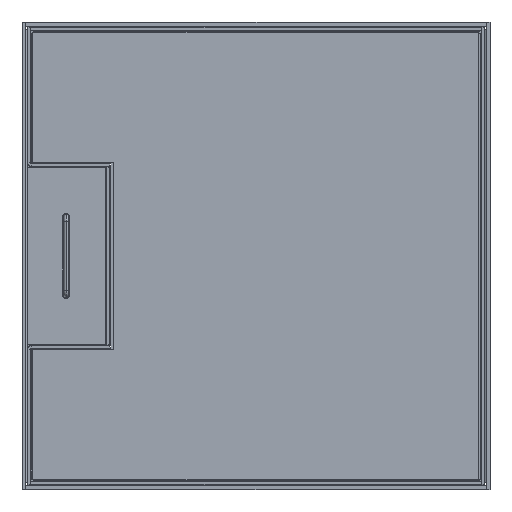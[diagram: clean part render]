
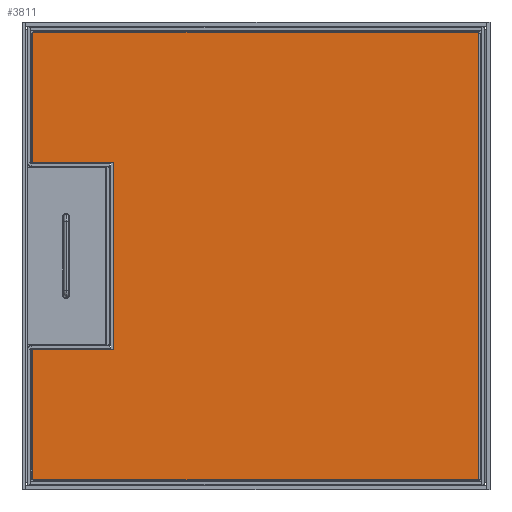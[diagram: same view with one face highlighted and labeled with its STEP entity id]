
A CAD part, top view. The second image highlights one B-rep face of the part: STEP entity #3811.
In plain terms, the highlighted face is planar.
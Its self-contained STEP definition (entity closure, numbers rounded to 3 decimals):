
#124 = CARTESIAN_POINT ( 'NONE',  ( -116., 115.25, 0. ) ) ;
#181 = ORIENTED_EDGE ( 'NONE', *, *, #5861, .F. ) ;
#198 = CARTESIAN_POINT ( 'NONE',  ( -116., 115.25, 0. ) ) ;
#437 = DIRECTION ( 'NONE',  ( 1., 0., 0. ) ) ;
#464 = EDGE_CURVE ( 'NONE', #5466, #4531, #2568, .T. ) ;
#844 = CARTESIAN_POINT ( 'NONE',  ( 48.65, -74., 0. ) ) ;
#917 = DIRECTION ( 'NONE',  ( 1., 0., 0. ) ) ;
#929 = CARTESIAN_POINT ( 'NONE',  ( 48.65, -74., 0. ) ) ;
#1003 = VECTOR ( 'NONE', #2445, 1000. ) ;
#1225 = ORIENTED_EDGE ( 'NONE', *, *, #6643, .F. ) ;
#1379 = CARTESIAN_POINT ( 'NONE',  ( 48.65, -74., 0. ) ) ;
#1486 = VECTOR ( 'NONE', #917, 1000. ) ;
#1503 = VERTEX_POINT ( 'NONE', #5656 ) ;
#1843 = VECTOR ( 'NONE', #5948, 1000. ) ;
#1879 = ORIENTED_EDGE ( 'NONE', *, *, #2327, .F. ) ;
#1911 = CARTESIAN_POINT ( 'NONE',  ( -116., -116., 0. ) ) ;
#2077 = LINE ( 'NONE', #1911, #4603 ) ;
#2327 = EDGE_CURVE ( 'NONE', #3580, #5466, #3957, .T. ) ;
#2343 = LINE ( 'NONE', #929, #1486 ) ;
#2372 = LINE ( 'NONE', #4342, #1843 ) ;
#2433 = CARTESIAN_POINT ( 'NONE',  ( 116., -116., 0. ) ) ;
#2445 = DIRECTION ( 'NONE',  ( 0., 1., 0. ) ) ;
#2448 = DIRECTION ( 'NONE',  ( 1., 0., 0. ) ) ;
#2510 = EDGE_CURVE ( 'NONE', #4531, #4228, #2343, .T. ) ;
#2568 = LINE ( 'NONE', #6543, #1003 ) ;
#2574 = FACE_OUTER_BOUND ( 'NONE', #3484, .T. ) ;
#2786 = LINE ( 'NONE', #124, #4534 ) ;
#3107 = ORIENTED_EDGE ( 'NONE', *, *, #464, .F. ) ;
#3484 = EDGE_LOOP ( 'NONE', ( #3787, #3107, #1879, #5076, #3903, #6451, #1225, #181 ) ) ;
#3513 = CARTESIAN_POINT ( 'NONE',  ( -116., -116., 0. ) ) ;
#3580 = VERTEX_POINT ( 'NONE', #3513 ) ;
#3597 = AXIS2_PLACEMENT_3D ( 'NONE', #5604, #4726, #437 ) ;
#3787 = ORIENTED_EDGE ( 'NONE', *, *, #2510, .F. ) ;
#3794 = VECTOR ( 'NONE', #3853, 1000. ) ;
#3807 = CARTESIAN_POINT ( 'NONE',  ( -116., -116., 0. ) ) ;
#3811 = ADVANCED_FACE ( 'NONE', ( #2574 ), #4174, .F. ) ;
#3853 = DIRECTION ( 'NONE',  ( 0., -1., 0. ) ) ;
#3903 = ORIENTED_EDGE ( 'NONE', *, *, #4495, .F. ) ;
#3957 = LINE ( 'NONE', #3807, #5203 ) ;
#4174 = PLANE ( 'NONE',  #3597 ) ;
#4228 = VERTEX_POINT ( 'NONE', #844 ) ;
#4342 = CARTESIAN_POINT ( 'NONE',  ( 116., 115.25, 0. ) ) ;
#4361 = DIRECTION ( 'NONE',  ( -1., 0., 0. ) ) ;
#4434 = VECTOR ( 'NONE', #4658, 1000. ) ;
#4463 = VERTEX_POINT ( 'NONE', #4875 ) ;
#4495 = EDGE_CURVE ( 'NONE', #1503, #4463, #2786, .T. ) ;
#4531 = VERTEX_POINT ( 'NONE', #6234 ) ;
#4534 = VECTOR ( 'NONE', #4361, 1000. ) ;
#4603 = VECTOR ( 'NONE', #2448, 1000. ) ;
#4658 = DIRECTION ( 'NONE',  ( 0., -1., 0. ) ) ;
#4726 = DIRECTION ( 'NONE',  ( 0., 0., 1. ) ) ;
#4875 = CARTESIAN_POINT ( 'NONE',  ( -116., 115.25, 0. ) ) ;
#4981 = VERTEX_POINT ( 'NONE', #6510 ) ;
#5076 = ORIENTED_EDGE ( 'NONE', *, *, #6457, .F. ) ;
#5203 = VECTOR ( 'NONE', #6126, 1000. ) ;
#5386 = CARTESIAN_POINT ( 'NONE',  ( -48.65, -116., 0. ) ) ;
#5466 = VERTEX_POINT ( 'NONE', #5386 ) ;
#5501 = LINE ( 'NONE', #1379, #4434 ) ;
#5600 = VERTEX_POINT ( 'NONE', #2433 ) ;
#5604 = CARTESIAN_POINT ( 'NONE',  ( -116., 115.25, 0. ) ) ;
#5656 = CARTESIAN_POINT ( 'NONE',  ( 116., 115.25, 0. ) ) ;
#5861 = EDGE_CURVE ( 'NONE', #4228, #4981, #5501, .T. ) ;
#5948 = DIRECTION ( 'NONE',  ( 0., 1., 0. ) ) ;
#6126 = DIRECTION ( 'NONE',  ( 1., 0., 0. ) ) ;
#6188 = EDGE_CURVE ( 'NONE', #5600, #1503, #2372, .T. ) ;
#6234 = CARTESIAN_POINT ( 'NONE',  ( -48.65, -74., 0. ) ) ;
#6451 = ORIENTED_EDGE ( 'NONE', *, *, #6188, .F. ) ;
#6457 = EDGE_CURVE ( 'NONE', #4463, #3580, #6745, .T. ) ;
#6510 = CARTESIAN_POINT ( 'NONE',  ( 48.65, -116., 0. ) ) ;
#6543 = CARTESIAN_POINT ( 'NONE',  ( -48.65, -74., 0. ) ) ;
#6643 = EDGE_CURVE ( 'NONE', #4981, #5600, #2077, .T. ) ;
#6745 = LINE ( 'NONE', #198, #3794 ) ;
